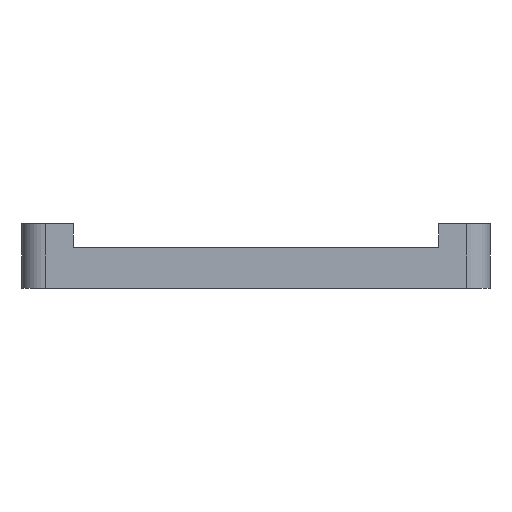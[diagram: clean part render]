
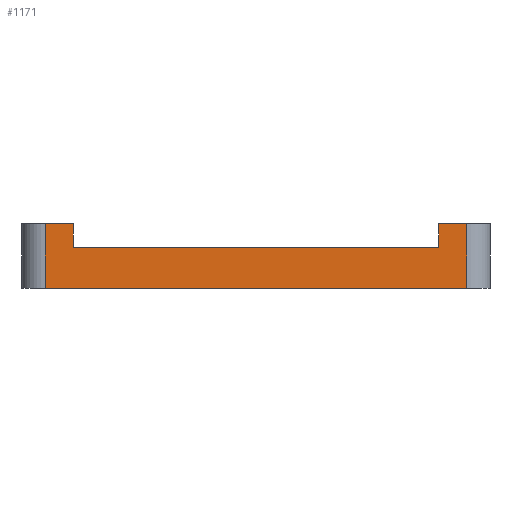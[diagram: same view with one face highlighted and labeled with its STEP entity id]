
A CAD part, front view. The second image highlights one B-rep face of the part: STEP entity #1171.
In plain terms, the highlighted planar face has unit normal (0, -1, 0).
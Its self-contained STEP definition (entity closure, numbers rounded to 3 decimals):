
#32 = PLANE('',#33);
#33 = AXIS2_PLACEMENT_3D('',#34,#35,#36);
#34 = CARTESIAN_POINT('',(0.016,23.037,35.));
#35 = DIRECTION('',(-0.,-0.,-1.));
#36 = DIRECTION('',(-1.,0.,0.));
#114 = VERTEX_POINT('',#115);
#115 = CARTESIAN_POINT('',(18.,1.,35.));
#130 = CYLINDRICAL_SURFACE('',#131,2.);
#131 = AXIS2_PLACEMENT_3D('',#132,#133,#134);
#132 = CARTESIAN_POINT('',(18.,3.,35.));
#133 = DIRECTION('',(0.,0.,1.));
#134 = DIRECTION('',(1.,0.,-0.));
#142 = EDGE_CURVE('',#143,#114,#145,.T.);
#143 = VERTEX_POINT('',#144);
#144 = CARTESIAN_POINT('',(-18.,1.,35.));
#145 = SURFACE_CURVE('',#146,(#150,#157),.PCURVE_S1.);
#146 = LINE('',#147,#148);
#147 = CARTESIAN_POINT('',(-20.,1.,35.));
#148 = VECTOR('',#149,1.);
#149 = DIRECTION('',(1.,0.,0.));
#150 = PCURVE('',#32,#151);
#151 = DEFINITIONAL_REPRESENTATION('',(#152),#156);
#152 = LINE('',#153,#154);
#153 = CARTESIAN_POINT('',(20.016,-22.037));
#154 = VECTOR('',#155,1.);
#155 = DIRECTION('',(-1.,0.));
#156 = ( GEOMETRIC_REPRESENTATION_CONTEXT(2) 
PARAMETRIC_REPRESENTATION_CONTEXT() REPRESENTATION_CONTEXT('2D SPACE',''
  ) );
#157 = PCURVE('',#158,#163);
#158 = PLANE('',#159);
#159 = AXIS2_PLACEMENT_3D('',#160,#161,#162);
#160 = CARTESIAN_POINT('',(0.,1.,37.167));
#161 = DIRECTION('',(-0.,-1.,-0.));
#162 = DIRECTION('',(0.,0.,-1.));
#163 = DEFINITIONAL_REPRESENTATION('',(#164),#168);
#164 = LINE('',#165,#166);
#165 = CARTESIAN_POINT('',(2.167,-20.));
#166 = VECTOR('',#167,1.);
#167 = DIRECTION('',(0.,1.));
#168 = ( GEOMETRIC_REPRESENTATION_CONTEXT(2) 
PARAMETRIC_REPRESENTATION_CONTEXT() REPRESENTATION_CONTEXT('2D SPACE',''
  ) );
#187 = CYLINDRICAL_SURFACE('',#188,2.);
#188 = AXIS2_PLACEMENT_3D('',#189,#190,#191);
#189 = CARTESIAN_POINT('',(-18.,3.,35.));
#190 = DIRECTION('',(0.,0.,1.));
#191 = DIRECTION('',(0.,-1.,0.));
#665 = PLANE('',#666);
#666 = AXIS2_PLACEMENT_3D('',#667,#668,#669);
#667 = CARTESIAN_POINT('',(0.016,23.037,38.5));
#668 = DIRECTION('',(0.,0.,1.));
#669 = DIRECTION('',(0.,1.,0.));
#981 = PLANE('',#982);
#982 = AXIS2_PLACEMENT_3D('',#983,#984,#985);
#983 = CARTESIAN_POINT('',(15.6,1.,40.5));
#984 = DIRECTION('',(0.,0.,1.));
#985 = DIRECTION('',(1.,0.,0.));
#1068 = EDGE_CURVE('',#114,#1069,#1071,.T.);
#1069 = VERTEX_POINT('',#1070);
#1070 = CARTESIAN_POINT('',(18.,1.,40.5));
#1071 = SURFACE_CURVE('',#1072,(#1076,#1083),.PCURVE_S1.);
#1072 = LINE('',#1073,#1074);
#1073 = CARTESIAN_POINT('',(18.,1.,35.));
#1074 = VECTOR('',#1075,1.);
#1075 = DIRECTION('',(0.,0.,1.));
#1076 = PCURVE('',#130,#1077);
#1077 = DEFINITIONAL_REPRESENTATION('',(#1078),#1082);
#1078 = LINE('',#1079,#1080);
#1079 = CARTESIAN_POINT('',(-1.571,0.));
#1080 = VECTOR('',#1081,1.);
#1081 = DIRECTION('',(-0.,1.));
#1082 = ( GEOMETRIC_REPRESENTATION_CONTEXT(2) 
PARAMETRIC_REPRESENTATION_CONTEXT() REPRESENTATION_CONTEXT('2D SPACE',''
  ) );
#1083 = PCURVE('',#158,#1084);
#1084 = DEFINITIONAL_REPRESENTATION('',(#1085),#1089);
#1085 = LINE('',#1086,#1087);
#1086 = CARTESIAN_POINT('',(2.167,18.));
#1087 = VECTOR('',#1088,1.);
#1088 = DIRECTION('',(-1.,0.));
#1089 = ( GEOMETRIC_REPRESENTATION_CONTEXT(2) 
PARAMETRIC_REPRESENTATION_CONTEXT() REPRESENTATION_CONTEXT('2D SPACE',''
  ) );
#1171 = ADVANCED_FACE('',(#1172),#158,.T.);
#1172 = FACE_BOUND('',#1173,.T.);
#1173 = EDGE_LOOP('',(#1174,#1175,#1176,#1199,#1227,#1250,#1278,#1306));
#1174 = ORIENTED_EDGE('',*,*,#142,.T.);
#1175 = ORIENTED_EDGE('',*,*,#1068,.T.);
#1176 = ORIENTED_EDGE('',*,*,#1177,.F.);
#1177 = EDGE_CURVE('',#1178,#1069,#1180,.T.);
#1178 = VERTEX_POINT('',#1179);
#1179 = CARTESIAN_POINT('',(15.6,1.,40.5));
#1180 = SURFACE_CURVE('',#1181,(#1185,#1192),.PCURVE_S1.);
#1181 = LINE('',#1182,#1183);
#1182 = CARTESIAN_POINT('',(15.6,1.,40.5));
#1183 = VECTOR('',#1184,1.);
#1184 = DIRECTION('',(1.,0.,0.));
#1185 = PCURVE('',#158,#1186);
#1186 = DEFINITIONAL_REPRESENTATION('',(#1187),#1191);
#1187 = LINE('',#1188,#1189);
#1188 = CARTESIAN_POINT('',(-3.333,15.6));
#1189 = VECTOR('',#1190,1.);
#1190 = DIRECTION('',(0.,1.));
#1191 = ( GEOMETRIC_REPRESENTATION_CONTEXT(2) 
PARAMETRIC_REPRESENTATION_CONTEXT() REPRESENTATION_CONTEXT('2D SPACE',''
  ) );
#1192 = PCURVE('',#981,#1193);
#1193 = DEFINITIONAL_REPRESENTATION('',(#1194),#1198);
#1194 = LINE('',#1195,#1196);
#1195 = CARTESIAN_POINT('',(0.,0.));
#1196 = VECTOR('',#1197,1.);
#1197 = DIRECTION('',(1.,0.));
#1198 = ( GEOMETRIC_REPRESENTATION_CONTEXT(2) 
PARAMETRIC_REPRESENTATION_CONTEXT() REPRESENTATION_CONTEXT('2D SPACE',''
  ) );
#1199 = ORIENTED_EDGE('',*,*,#1200,.F.);
#1200 = EDGE_CURVE('',#1201,#1178,#1203,.T.);
#1201 = VERTEX_POINT('',#1202);
#1202 = CARTESIAN_POINT('',(15.6,1.,38.5));
#1203 = SURFACE_CURVE('',#1204,(#1208,#1215),.PCURVE_S1.);
#1204 = LINE('',#1205,#1206);
#1205 = CARTESIAN_POINT('',(15.6,1.,38.5));
#1206 = VECTOR('',#1207,1.);
#1207 = DIRECTION('',(0.,0.,1.));
#1208 = PCURVE('',#158,#1209);
#1209 = DEFINITIONAL_REPRESENTATION('',(#1210),#1214);
#1210 = LINE('',#1211,#1212);
#1211 = CARTESIAN_POINT('',(-1.333,15.6));
#1212 = VECTOR('',#1213,1.);
#1213 = DIRECTION('',(-1.,0.));
#1214 = ( GEOMETRIC_REPRESENTATION_CONTEXT(2) 
PARAMETRIC_REPRESENTATION_CONTEXT() REPRESENTATION_CONTEXT('2D SPACE',''
  ) );
#1215 = PCURVE('',#1216,#1221);
#1216 = PLANE('',#1217);
#1217 = AXIS2_PLACEMENT_3D('',#1218,#1219,#1220);
#1218 = CARTESIAN_POINT('',(15.6,1.,38.5));
#1219 = DIRECTION('',(1.,0.,0.));
#1220 = DIRECTION('',(0.,0.,1.));
#1221 = DEFINITIONAL_REPRESENTATION('',(#1222),#1226);
#1222 = LINE('',#1223,#1224);
#1223 = CARTESIAN_POINT('',(0.,0.));
#1224 = VECTOR('',#1225,1.);
#1225 = DIRECTION('',(1.,0.));
#1226 = ( GEOMETRIC_REPRESENTATION_CONTEXT(2) 
PARAMETRIC_REPRESENTATION_CONTEXT() REPRESENTATION_CONTEXT('2D SPACE',''
  ) );
#1227 = ORIENTED_EDGE('',*,*,#1228,.F.);
#1228 = EDGE_CURVE('',#1229,#1201,#1231,.T.);
#1229 = VERTEX_POINT('',#1230);
#1230 = CARTESIAN_POINT('',(-15.6,1.,38.5));
#1231 = SURFACE_CURVE('',#1232,(#1236,#1243),.PCURVE_S1.);
#1232 = LINE('',#1233,#1234);
#1233 = CARTESIAN_POINT('',(-20.,1.,38.5));
#1234 = VECTOR('',#1235,1.);
#1235 = DIRECTION('',(1.,0.,0.));
#1236 = PCURVE('',#158,#1237);
#1237 = DEFINITIONAL_REPRESENTATION('',(#1238),#1242);
#1238 = LINE('',#1239,#1240);
#1239 = CARTESIAN_POINT('',(-1.333,-20.));
#1240 = VECTOR('',#1241,1.);
#1241 = DIRECTION('',(0.,1.));
#1242 = ( GEOMETRIC_REPRESENTATION_CONTEXT(2) 
PARAMETRIC_REPRESENTATION_CONTEXT() REPRESENTATION_CONTEXT('2D SPACE',''
  ) );
#1243 = PCURVE('',#665,#1244);
#1244 = DEFINITIONAL_REPRESENTATION('',(#1245),#1249);
#1245 = LINE('',#1246,#1247);
#1246 = CARTESIAN_POINT('',(-22.037,20.016));
#1247 = VECTOR('',#1248,1.);
#1248 = DIRECTION('',(0.,-1.));
#1249 = ( GEOMETRIC_REPRESENTATION_CONTEXT(2) 
PARAMETRIC_REPRESENTATION_CONTEXT() REPRESENTATION_CONTEXT('2D SPACE',''
  ) );
#1250 = ORIENTED_EDGE('',*,*,#1251,.T.);
#1251 = EDGE_CURVE('',#1229,#1252,#1254,.T.);
#1252 = VERTEX_POINT('',#1253);
#1253 = CARTESIAN_POINT('',(-15.6,1.,40.5));
#1254 = SURFACE_CURVE('',#1255,(#1259,#1266),.PCURVE_S1.);
#1255 = LINE('',#1256,#1257);
#1256 = CARTESIAN_POINT('',(-15.6,1.,38.5));
#1257 = VECTOR('',#1258,1.);
#1258 = DIRECTION('',(0.,0.,1.));
#1259 = PCURVE('',#158,#1260);
#1260 = DEFINITIONAL_REPRESENTATION('',(#1261),#1265);
#1261 = LINE('',#1262,#1263);
#1262 = CARTESIAN_POINT('',(-1.333,-15.6));
#1263 = VECTOR('',#1264,1.);
#1264 = DIRECTION('',(-1.,0.));
#1265 = ( GEOMETRIC_REPRESENTATION_CONTEXT(2) 
PARAMETRIC_REPRESENTATION_CONTEXT() REPRESENTATION_CONTEXT('2D SPACE',''
  ) );
#1266 = PCURVE('',#1267,#1272);
#1267 = PLANE('',#1268);
#1268 = AXIS2_PLACEMENT_3D('',#1269,#1270,#1271);
#1269 = CARTESIAN_POINT('',(-15.6,1.,38.5));
#1270 = DIRECTION('',(1.,0.,0.));
#1271 = DIRECTION('',(0.,0.,1.));
#1272 = DEFINITIONAL_REPRESENTATION('',(#1273),#1277);
#1273 = LINE('',#1274,#1275);
#1274 = CARTESIAN_POINT('',(0.,0.));
#1275 = VECTOR('',#1276,1.);
#1276 = DIRECTION('',(1.,0.));
#1277 = ( GEOMETRIC_REPRESENTATION_CONTEXT(2) 
PARAMETRIC_REPRESENTATION_CONTEXT() REPRESENTATION_CONTEXT('2D SPACE',''
  ) );
#1278 = ORIENTED_EDGE('',*,*,#1279,.F.);
#1279 = EDGE_CURVE('',#1280,#1252,#1282,.T.);
#1280 = VERTEX_POINT('',#1281);
#1281 = CARTESIAN_POINT('',(-18.,1.,40.5));
#1282 = SURFACE_CURVE('',#1283,(#1287,#1294),.PCURVE_S1.);
#1283 = LINE('',#1284,#1285);
#1284 = CARTESIAN_POINT('',(-20.,1.,40.5));
#1285 = VECTOR('',#1286,1.);
#1286 = DIRECTION('',(1.,0.,0.));
#1287 = PCURVE('',#158,#1288);
#1288 = DEFINITIONAL_REPRESENTATION('',(#1289),#1293);
#1289 = LINE('',#1290,#1291);
#1290 = CARTESIAN_POINT('',(-3.333,-20.));
#1291 = VECTOR('',#1292,1.);
#1292 = DIRECTION('',(0.,1.));
#1293 = ( GEOMETRIC_REPRESENTATION_CONTEXT(2) 
PARAMETRIC_REPRESENTATION_CONTEXT() REPRESENTATION_CONTEXT('2D SPACE',''
  ) );
#1294 = PCURVE('',#1295,#1300);
#1295 = PLANE('',#1296);
#1296 = AXIS2_PLACEMENT_3D('',#1297,#1298,#1299);
#1297 = CARTESIAN_POINT('',(-20.,1.,40.5));
#1298 = DIRECTION('',(0.,0.,1.));
#1299 = DIRECTION('',(1.,0.,0.));
#1300 = DEFINITIONAL_REPRESENTATION('',(#1301),#1305);
#1301 = LINE('',#1302,#1303);
#1302 = CARTESIAN_POINT('',(0.,0.));
#1303 = VECTOR('',#1304,1.);
#1304 = DIRECTION('',(1.,0.));
#1305 = ( GEOMETRIC_REPRESENTATION_CONTEXT(2) 
PARAMETRIC_REPRESENTATION_CONTEXT() REPRESENTATION_CONTEXT('2D SPACE',''
  ) );
#1306 = ORIENTED_EDGE('',*,*,#1307,.F.);
#1307 = EDGE_CURVE('',#143,#1280,#1308,.T.);
#1308 = SURFACE_CURVE('',#1309,(#1313,#1320),.PCURVE_S1.);
#1309 = LINE('',#1310,#1311);
#1310 = CARTESIAN_POINT('',(-18.,1.,35.));
#1311 = VECTOR('',#1312,1.);
#1312 = DIRECTION('',(0.,0.,1.));
#1313 = PCURVE('',#158,#1314);
#1314 = DEFINITIONAL_REPRESENTATION('',(#1315),#1319);
#1315 = LINE('',#1316,#1317);
#1316 = CARTESIAN_POINT('',(2.167,-18.));
#1317 = VECTOR('',#1318,1.);
#1318 = DIRECTION('',(-1.,0.));
#1319 = ( GEOMETRIC_REPRESENTATION_CONTEXT(2) 
PARAMETRIC_REPRESENTATION_CONTEXT() REPRESENTATION_CONTEXT('2D SPACE',''
  ) );
#1320 = PCURVE('',#187,#1321);
#1321 = DEFINITIONAL_REPRESENTATION('',(#1322),#1326);
#1322 = LINE('',#1323,#1324);
#1323 = CARTESIAN_POINT('',(-0.,0.));
#1324 = VECTOR('',#1325,1.);
#1325 = DIRECTION('',(-0.,1.));
#1326 = ( GEOMETRIC_REPRESENTATION_CONTEXT(2) 
PARAMETRIC_REPRESENTATION_CONTEXT() REPRESENTATION_CONTEXT('2D SPACE',''
  ) );
